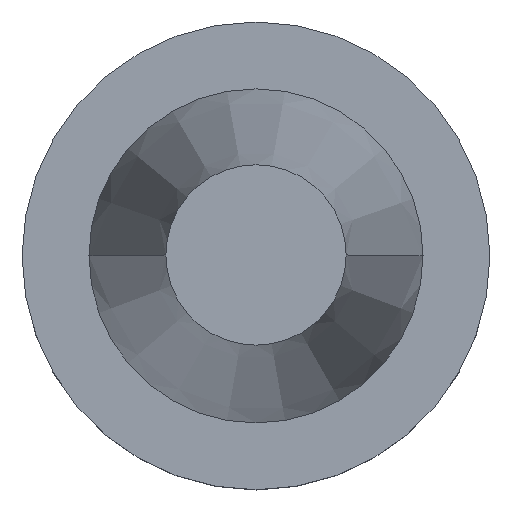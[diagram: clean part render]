
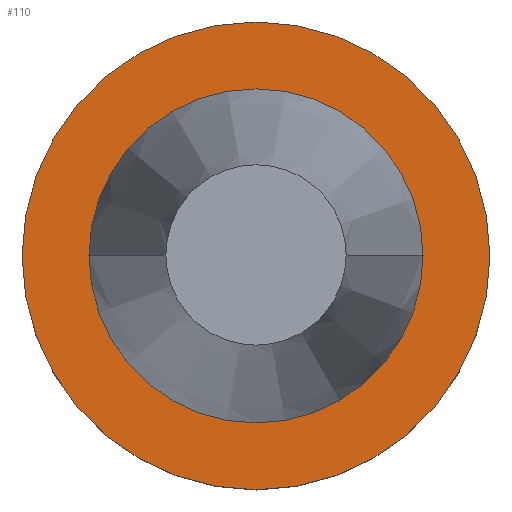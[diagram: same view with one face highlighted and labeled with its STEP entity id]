
A CAD part, top view. The second image highlights one B-rep face of the part: STEP entity #110.
In plain terms, the highlighted planar face has unit normal (0, 0, 1).
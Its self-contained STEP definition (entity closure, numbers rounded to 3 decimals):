
#60=FACE_BOUND('',#179,.T.);
#61=FACE_BOUND('',#180,.T.);
#87=CIRCLE('',#515,31.775);
#88=CIRCLE('',#516,22.692);
#89=CIRCLE('',#517,22.692);
#110=ADVANCED_FACE('',(#60,#61),#140,.F.);
#140=PLANE('',#518);
#179=EDGE_LOOP('',(#250));
#180=EDGE_LOOP('',(#251,#252));
#250=ORIENTED_EDGE('',*,*,#385,.T.);
#251=ORIENTED_EDGE('',*,*,#386,.T.);
#252=ORIENTED_EDGE('',*,*,#387,.T.);
#342=VERTEX_POINT('',#763);
#343=VERTEX_POINT('',#765);
#344=VERTEX_POINT('',#766);
#385=EDGE_CURVE('',#342,#342,#87,.T.);
#386=EDGE_CURVE('',#343,#344,#88,.T.);
#387=EDGE_CURVE('',#344,#343,#89,.T.);
#515=AXIS2_PLACEMENT_3D('',#762,#614,#615);
#516=AXIS2_PLACEMENT_3D('',#764,#616,#617);
#517=AXIS2_PLACEMENT_3D('',#767,#618,#619);
#518=AXIS2_PLACEMENT_3D('',#768,#620,#621);
#614=DIRECTION('',(0.,0.,1.));
#615=DIRECTION('',(-1.,0.,0.));
#616=DIRECTION('',(0.,0.,-1.));
#617=DIRECTION('',(-1.,0.,0.));
#618=DIRECTION('',(0.,0.,-1.));
#619=DIRECTION('',(-1.,0.,0.));
#620=DIRECTION('',(0.,0.,-1.));
#621=DIRECTION('',(-1.,0.,0.));
#762=CARTESIAN_POINT('',(0.011,0.,-3.2));
#763=CARTESIAN_POINT('',(-31.764,0.,-3.2));
#764=CARTESIAN_POINT('',(0.011,0.,-3.2));
#765=CARTESIAN_POINT('',(-22.68,0.,-3.2));
#766=CARTESIAN_POINT('',(22.703,0.,-3.2));
#767=CARTESIAN_POINT('',(0.011,0.,-3.2));
#768=CARTESIAN_POINT('',(0.011,-22.692,-3.2));
